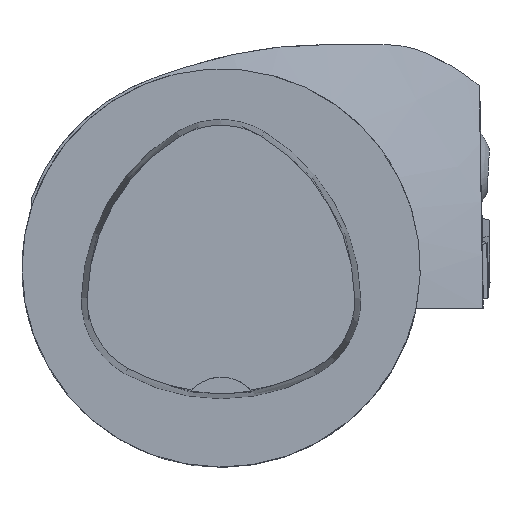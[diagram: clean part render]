
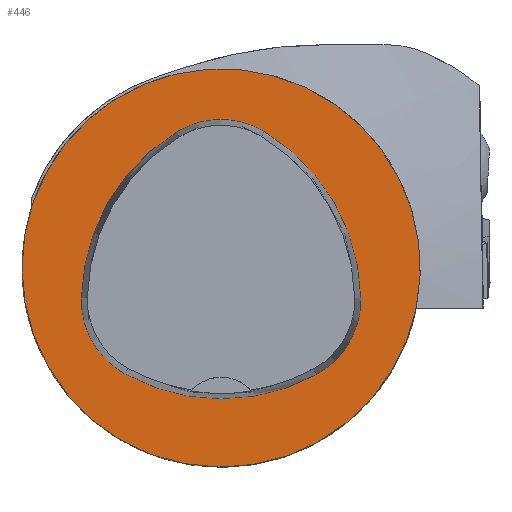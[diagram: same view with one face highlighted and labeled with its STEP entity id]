
A CAD part, top view. The second image highlights one B-rep face of the part: STEP entity #446.
In plain terms, the highlighted planar face has unit normal (0, 0, 1).
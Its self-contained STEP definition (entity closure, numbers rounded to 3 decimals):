
#446=ADVANCED_FACE('',(#853,#854),#639,.T.);
#639=PLANE('',#3628);
#705=CIRCLE('',#3571,20.);
#709=CIRCLE('',#3606,20.);
#711=CIRCLE('',#3609,8.5);
#713=CIRCLE('',#3612,20.);
#715=CIRCLE('',#3615,8.5);
#719=CIRCLE('',#3620,20.);
#721=CIRCLE('',#3623,8.5);
#853=FACE_BOUND('',#916,.T.);
#854=FACE_BOUND('',#917,.T.);
#916=EDGE_LOOP('',(#1408,#1409,#1410,#1411,#1412,#1413));
#917=EDGE_LOOP('',(#1414));
#1408=ORIENTED_EDGE('',*,*,#2656,.T.);
#1409=ORIENTED_EDGE('',*,*,#2636,.T.);
#1410=ORIENTED_EDGE('',*,*,#2640,.T.);
#1411=ORIENTED_EDGE('',*,*,#2643,.T.);
#1412=ORIENTED_EDGE('',*,*,#2646,.T.);
#1413=ORIENTED_EDGE('',*,*,#2654,.T.);
#1414=ORIENTED_EDGE('',*,*,#2588,.F.);
#2272=VERTEX_POINT('',#5029);
#2307=VERTEX_POINT('',#5152);
#2308=VERTEX_POINT('',#5153);
#2311=VERTEX_POINT('',#5161);
#2313=VERTEX_POINT('',#5167);
#2315=VERTEX_POINT('',#5173);
#2322=VERTEX_POINT('',#5194);
#2588=EDGE_CURVE('',#2272,#2272,#705,.T.);
#2636=EDGE_CURVE('',#2307,#2308,#709,.T.);
#2640=EDGE_CURVE('',#2308,#2311,#711,.T.);
#2643=EDGE_CURVE('',#2311,#2313,#713,.T.);
#2646=EDGE_CURVE('',#2313,#2315,#715,.T.);
#2654=EDGE_CURVE('',#2315,#2322,#719,.T.);
#2656=EDGE_CURVE('',#2322,#2307,#721,.T.);
#3571=AXIS2_PLACEMENT_3D('',#5028,#3990,#3991);
#3606=AXIS2_PLACEMENT_3D('',#5151,#4081,#4082);
#3609=AXIS2_PLACEMENT_3D('',#5160,#4089,#4090);
#3612=AXIS2_PLACEMENT_3D('',#5166,#4096,#4097);
#3615=AXIS2_PLACEMENT_3D('',#5172,#4103,#4104);
#3620=AXIS2_PLACEMENT_3D('',#5195,#4115,#4116);
#3623=AXIS2_PLACEMENT_3D('',#5198,#4121,#4122);
#3628=AXIS2_PLACEMENT_3D('',#5203,#4131,#4132);
#3990=DIRECTION('',(0.,0.,-1.));
#3991=DIRECTION('',(-1.,0.,0.));
#4081=DIRECTION('',(0.,0.,-1.));
#4082=DIRECTION('',(-1.,0.,0.));
#4089=DIRECTION('',(0.,0.,-1.));
#4090=DIRECTION('',(-1.,0.,0.));
#4096=DIRECTION('',(0.,0.,-1.));
#4097=DIRECTION('',(-1.,0.,0.));
#4103=DIRECTION('',(0.,0.,-1.));
#4104=DIRECTION('',(-1.,0.,0.));
#4115=DIRECTION('',(0.,0.,-1.));
#4116=DIRECTION('',(-1.,0.,0.));
#4121=DIRECTION('',(0.,0.,-1.));
#4122=DIRECTION('',(-1.,0.,0.));
#4131=DIRECTION('',(0.,0.,1.));
#4132=DIRECTION('',(1.,0.,0.));
#5028=CARTESIAN_POINT('',(0.,0.,0.));
#5029=CARTESIAN_POINT('',(-20.,0.,0.));
#5151=CARTESIAN_POINT('',(5.955,-3.414,0.));
#5152=CARTESIAN_POINT('',(-14.041,-3.042,0.));
#5153=CARTESIAN_POINT('',(-4.472,13.653,0.));
#5160=CARTESIAN_POINT('',(-0.04,6.4,0.));
#5161=CARTESIAN_POINT('',(4.347,13.68,0.));
#5166=CARTESIAN_POINT('',(-5.976,-3.45,0.));
#5167=CARTESIAN_POINT('',(14.021,-3.075,0.));
#5172=CARTESIAN_POINT('',(5.522,-3.235,0.));
#5173=CARTESIAN_POINT('',(9.588,-10.699,0.));
#5194=CARTESIAN_POINT('',(-9.655,-10.639,0.));
#5195=CARTESIAN_POINT('',(0.022,6.864,0.));
#5198=CARTESIAN_POINT('',(-5.543,-3.2,0.));
#5203=CARTESIAN_POINT('',(0.,0.,0.));
